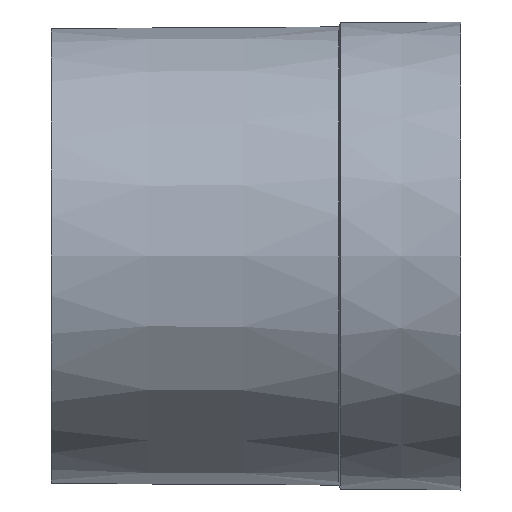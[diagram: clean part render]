
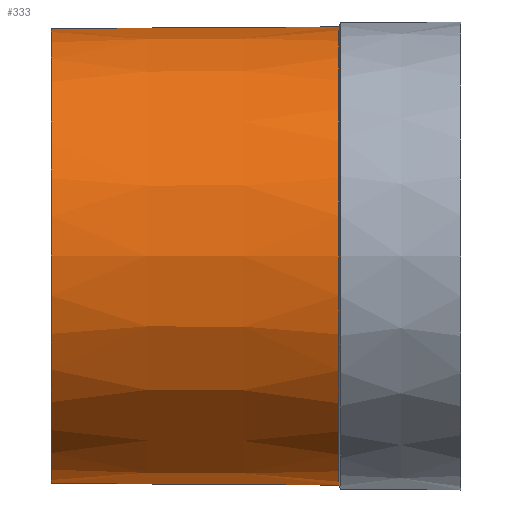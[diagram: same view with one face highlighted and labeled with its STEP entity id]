
A CAD part, left-side view. The second image highlights one B-rep face of the part: STEP entity #333.
In plain terms, the highlighted conical face has half-angle 0.34 degrees and reference radius 32.996 mm.
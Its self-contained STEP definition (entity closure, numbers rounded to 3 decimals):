
#2 = VECTOR ( 'NONE', #696, 1000. ) ;
#11 = LINE ( 'NONE', #140, #2 ) ;
#46 = EDGE_CURVE ( 'NONE', #79, #464, #240, .T. ) ;
#51 = DIRECTION ( 'NONE',  ( -1., 0., 0. ) ) ;
#64 = AXIS2_PLACEMENT_3D ( 'NONE', #306, #475, #208 ) ;
#76 = CARTESIAN_POINT ( 'NONE',  ( 285.25, 59., 0. ) ) ;
#79 = VERTEX_POINT ( 'NONE', #568 ) ;
#91 = ORIENTED_EDGE ( 'NONE', *, *, #711, .F. ) ;
#97 = VECTOR ( 'NONE', #189, 1000. ) ;
#99 = CARTESIAN_POINT ( 'NONE',  ( 285.25, 59., 32.75 ) ) ;
#140 = CARTESIAN_POINT ( 'NONE',  ( 285.25, 17.549, 32.996 ) ) ;
#176 = EDGE_LOOP ( 'NONE', ( #220, #708, #421, #91 ) ) ;
#180 = DIRECTION ( 'NONE',  ( 0., -1., 0. ) ) ;
#189 = DIRECTION ( 'NONE',  ( 0., -1., -0.006 ) ) ;
#208 = DIRECTION ( 'NONE',  ( 0., 0., -1. ) ) ;
#220 = ORIENTED_EDGE ( 'NONE', *, *, #252, .F. ) ;
#226 = CARTESIAN_POINT ( 'NONE',  ( 285.25, 17.549, 32.996 ) ) ;
#240 = LINE ( 'NONE', #512, #97 ) ;
#252 = EDGE_CURVE ( 'NONE', #641, #699, #11, .T. ) ;
#283 = FACE_OUTER_BOUND ( 'NONE', #176, .T. ) ;
#306 = CARTESIAN_POINT ( 'NONE',  ( 285.25, 17.549, 0. ) ) ;
#333 = ADVANCED_FACE ( 'NONE', ( #283 ), #438, .T. ) ;
#359 = CARTESIAN_POINT ( 'NONE',  ( 285.25, 17.549, -32.996 ) ) ;
#360 = AXIS2_PLACEMENT_3D ( 'NONE', #710, #180, #51 ) ;
#421 = ORIENTED_EDGE ( 'NONE', *, *, #46, .T. ) ;
#422 = CIRCLE ( 'NONE', #360, 32.996 ) ;
#438 = CONICAL_SURFACE ( 'NONE', #64, 32.996, 0.006 ) ;
#457 = CIRCLE ( 'NONE', #587, 32.75 ) ;
#459 = EDGE_CURVE ( 'NONE', #641, #79, #457, .T. ) ;
#464 = VERTEX_POINT ( 'NONE', #359 ) ;
#475 = DIRECTION ( 'NONE',  ( 0., -1., 0. ) ) ;
#512 = CARTESIAN_POINT ( 'NONE',  ( 285.25, 17.549, -32.996 ) ) ;
#525 = DIRECTION ( 'NONE',  ( 0., -1., 0. ) ) ;
#568 = CARTESIAN_POINT ( 'NONE',  ( 285.25, 59., -32.75 ) ) ;
#587 = AXIS2_PLACEMENT_3D ( 'NONE', #76, #525, #685 ) ;
#641 = VERTEX_POINT ( 'NONE', #99 ) ;
#685 = DIRECTION ( 'NONE',  ( 0., 0., 1. ) ) ;
#696 = DIRECTION ( 'NONE',  ( 0., -1., 0.006 ) ) ;
#699 = VERTEX_POINT ( 'NONE', #226 ) ;
#708 = ORIENTED_EDGE ( 'NONE', *, *, #459, .T. ) ;
#710 = CARTESIAN_POINT ( 'NONE',  ( 285.25, 17.549, 0. ) ) ;
#711 = EDGE_CURVE ( 'NONE', #699, #464, #422, .T. ) ;
